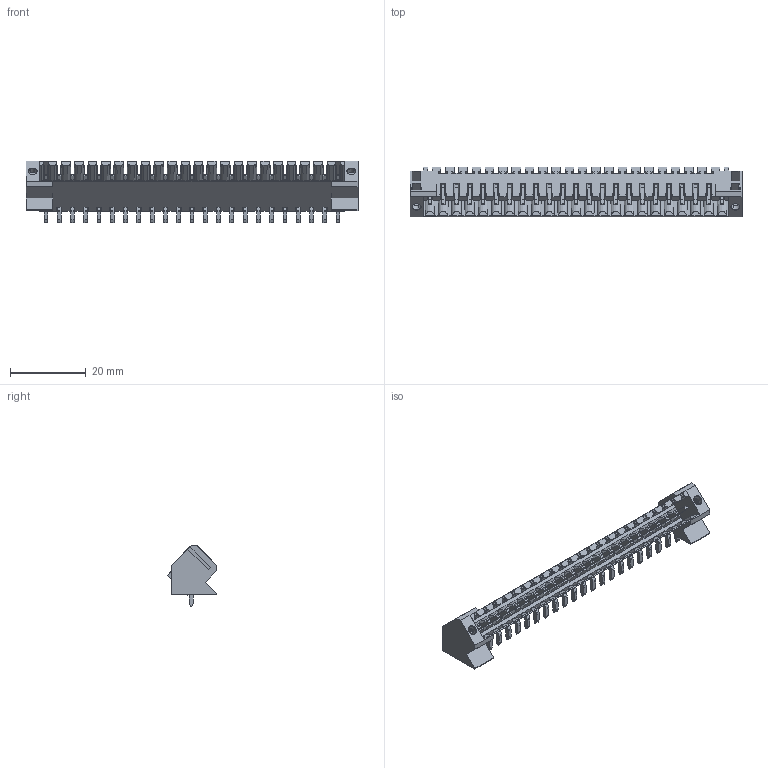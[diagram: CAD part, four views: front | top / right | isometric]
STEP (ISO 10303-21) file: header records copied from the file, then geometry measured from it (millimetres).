
FILE_DESCRIPTION(('CATIA V5 STEP Exchange','CAx-IF Rec.Pracs.--- Model Styling and Organization---1.2---2011-12-15'),'2;1');
FILE_NAME ('D1454218_0_1643540000_1643540000.stp','2018-10-10T06:11:18+00:00',('none'),('Weidmueller'),'CATIA Version 5-6 Release 2014','CATIA V5 STEP AP214','none');
FILE_SCHEMA(('AUTOMOTIVE_DESIGN { 1 0 10303 214 1 1 1 1 }'));
Products named in the file (1): 1643540000
Bounding box: 87.5 x 13.15 x 16.23 mm (x, y, z)
Volume: 3688.3 mm3; surface area: 8314.7 mm2
Topology: 24 solids, 24 shells, 1823 faces, 5277 edges, 3504 vertices
Faces by surface type: plane 1527, cylinder 269, cone 27
Entity records: 55744 total; most frequent: CARTESIAN_POINT 12722, ORIENTED_EDGE 10554, DIRECTION 6366, EDGE_CURVE 5277, VECTOR 4273, LINE 4273, VERTEX_POINT 3504, EDGE_LOOP 1875
